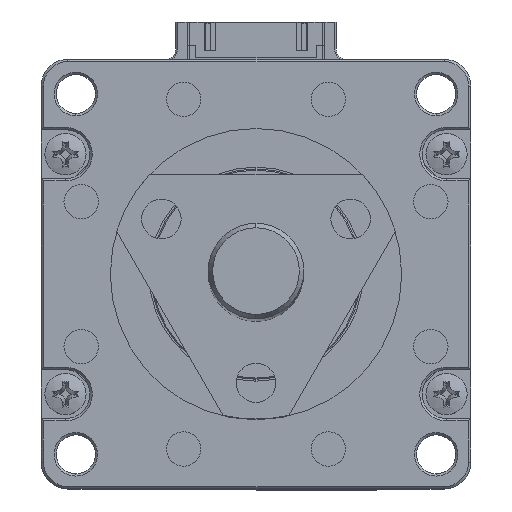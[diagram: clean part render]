
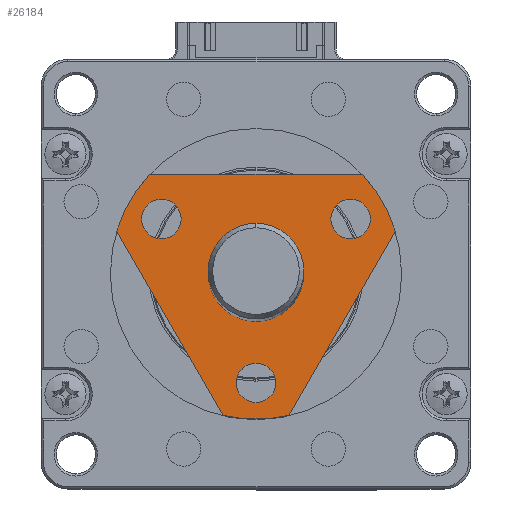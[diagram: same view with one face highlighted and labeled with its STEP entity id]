
A CAD part, top view. The second image highlights one B-rep face of the part: STEP entity #26184.
In plain terms, the highlighted planar face has unit normal (0, 0, 1).
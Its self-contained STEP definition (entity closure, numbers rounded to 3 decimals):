
#108 = DIRECTION ( 'NONE',  ( 0., 0., -1. ) ) ;
#525 = VERTEX_POINT ( 'NONE', #2887 ) ;
#689 = ORIENTED_EDGE ( 'NONE', *, *, #37698, .F. ) ;
#1736 = EDGE_CURVE ( 'NONE', #42825, #12486, #40730, .T. ) ;
#2008 = AXIS2_PLACEMENT_3D ( 'NONE', #21628, #25487, #11469 ) ;
#2024 = VERTEX_POINT ( 'NONE', #13669 ) ;
#2029 = DIRECTION ( 'NONE',  ( -0.5, -0.866, 0. ) ) ;
#2094 = DIRECTION ( 'NONE',  ( 0., 0., -1. ) ) ;
#2519 = DIRECTION ( 'NONE',  ( 0., 0., 1. ) ) ;
#2538 = DIRECTION ( 'NONE',  ( 1., 0., 0. ) ) ;
#2721 = ORIENTED_EDGE ( 'NONE', *, *, #21833, .F. ) ;
#2887 = CARTESIAN_POINT ( 'NONE',  ( 18.221, 5.559, 40.4 ) ) ;
#3022 = CARTESIAN_POINT ( 'NONE',  ( 0., 0., 40.4 ) ) ;
#3198 = EDGE_CURVE ( 'NONE', #40795, #35351, #43385, .T. ) ;
#3286 = EDGE_CURVE ( 'NONE', #12302, #28690, #33997, .T. ) ;
#3392 = CARTESIAN_POINT ( 'NONE',  ( -13.925, 13., 40.4 ) ) ;
#3516 = DIRECTION ( 'NONE',  ( 1., 0., 0. ) ) ;
#3756 = ORIENTED_EDGE ( 'NONE', *, *, #40828, .F. ) ;
#3816 = CARTESIAN_POINT ( 'NONE',  ( 0., 0., 40.4 ) ) ;
#4188 = FACE_BOUND ( 'NONE', #15879, .T. ) ;
#4236 = VERTEX_POINT ( 'NONE', #40164 ) ;
#4376 = AXIS2_PLACEMENT_3D ( 'NONE', #5650, #2094, #2538 ) ;
#4495 = DIRECTION ( 'NONE',  ( -1., 0., 0. ) ) ;
#5387 = EDGE_CURVE ( 'NONE', #16897, #12338, #17891, .T. ) ;
#5455 = VECTOR ( 'NONE', #34692, 1000. ) ;
#5650 = CARTESIAN_POINT ( 'NONE',  ( 0., 0., 40.4 ) ) ;
#5947 = EDGE_CURVE ( 'NONE', #4236, #26389, #11114, .T. ) ;
#6067 = DIRECTION ( 'NONE',  ( -1., 0., 0. ) ) ;
#6415 = FACE_BOUND ( 'NONE', #24238, .T. ) ;
#6494 = EDGE_CURVE ( 'NONE', #35351, #43257, #11649, .T. ) ;
#6566 = DIRECTION ( 'NONE',  ( -1., 0., 0. ) ) ;
#7140 = CARTESIAN_POINT ( 'NONE',  ( -9.796, 7.145, 40.4 ) ) ;
#7453 = CARTESIAN_POINT ( 'NONE',  ( 2.58, -14.29, 40.4 ) ) ;
#7465 = VECTOR ( 'NONE', #2029, 1000. ) ;
#7733 = EDGE_CURVE ( 'NONE', #12486, #42825, #41473, .T. ) ;
#7791 = AXIS2_PLACEMENT_3D ( 'NONE', #9851, #34394, #30967 ) ;
#9745 = AXIS2_PLACEMENT_3D ( 'NONE', #28656, #42746, #21567 ) ;
#9851 = CARTESIAN_POINT ( 'NONE',  ( 0., 0., 40.4 ) ) ;
#9993 = EDGE_CURVE ( 'NONE', #12587, #2024, #17525, .T. ) ;
#11114 = CIRCLE ( 'NONE', #36566, 2.58 ) ;
#11363 = CIRCLE ( 'NONE', #4376, 19.05 ) ;
#11375 = CARTESIAN_POINT ( 'NONE',  ( 0., 13., 40.4 ) ) ;
#11469 = DIRECTION ( 'NONE',  ( -1., 0., 0. ) ) ;
#11649 = LINE ( 'NONE', #11375, #22177 ) ;
#12302 = VERTEX_POINT ( 'NONE', #25156 ) ;
#12338 = VERTEX_POINT ( 'NONE', #44791 ) ;
#12486 = VERTEX_POINT ( 'NONE', #31948 ) ;
#12587 = VERTEX_POINT ( 'NONE', #7140 ) ;
#12935 = ORIENTED_EDGE ( 'NONE', *, *, #35321, .F. ) ;
#13546 = FACE_BOUND ( 'NONE', #32181, .T. ) ;
#13669 = CARTESIAN_POINT ( 'NONE',  ( -14.956, 7.145, 40.4 ) ) ;
#14368 = ORIENTED_EDGE ( 'NONE', *, *, #9993, .F. ) ;
#15660 = DIRECTION ( 'NONE',  ( 1., 0., 0. ) ) ;
#15750 = FACE_BOUND ( 'NONE', #16125, .T. ) ;
#15851 = ORIENTED_EDGE ( 'NONE', *, *, #35074, .F. ) ;
#15879 = EDGE_LOOP ( 'NONE', ( #3756, #35572 ) ) ;
#16125 = EDGE_LOOP ( 'NONE', ( #35189, #22613 ) ) ;
#16897 = VERTEX_POINT ( 'NONE', #7453 ) ;
#16942 = CARTESIAN_POINT ( 'NONE',  ( -4.296, -18.559, 40.4 ) ) ;
#17525 = CIRCLE ( 'NONE', #27942, 2.58 ) ;
#17891 = CIRCLE ( 'NONE', #37451, 2.58 ) ;
#18004 = CARTESIAN_POINT ( 'NONE',  ( -4.296, -18.559, 40.4 ) ) ;
#18067 = CARTESIAN_POINT ( 'NONE',  ( -18.221, 5.559, 40.4 ) ) ;
#18693 = DIRECTION ( 'NONE',  ( -1., 0., 0. ) ) ;
#19036 = AXIS2_PLACEMENT_3D ( 'NONE', #39117, #108, #28439 ) ;
#19493 = ORIENTED_EDGE ( 'NONE', *, *, #1736, .F. ) ;
#20584 = ORIENTED_EDGE ( 'NONE', *, *, #6494, .F. ) ;
#21128 = ORIENTED_EDGE ( 'NONE', *, *, #3286, .F. ) ;
#21567 = DIRECTION ( 'NONE',  ( 1., 0., 0. ) ) ;
#21628 = CARTESIAN_POINT ( 'NONE',  ( -12.376, 7.145, 40.4 ) ) ;
#21833 = EDGE_CURVE ( 'NONE', #2024, #12587, #41859, .T. ) ;
#22177 = VECTOR ( 'NONE', #15660, 1000. ) ;
#22613 = ORIENTED_EDGE ( 'NONE', *, *, #44431, .F. ) ;
#22667 = CARTESIAN_POINT ( 'NONE',  ( -12.376, 7.145, 40.4 ) ) ;
#22699 = CARTESIAN_POINT ( 'NONE',  ( 0., -14.29, 40.4 ) ) ;
#23062 = AXIS2_PLACEMENT_3D ( 'NONE', #3022, #27661, #6566 ) ;
#24238 = EDGE_LOOP ( 'NONE', ( #29980, #19493 ) ) ;
#25156 = CARTESIAN_POINT ( 'NONE',  ( 4.296, -18.559, 40.4 ) ) ;
#25487 = DIRECTION ( 'NONE',  ( 0., 0., 1. ) ) ;
#26032 = CARTESIAN_POINT ( 'NONE',  ( 12.376, 7.145, 40.4 ) ) ;
#26184 = ADVANCED_FACE ( 'NONE', ( #6415, #13546, #15750, #4188, #42824 ), #27355, .F. ) ;
#26389 = VERTEX_POINT ( 'NONE', #32118 ) ;
#26449 = AXIS2_PLACEMENT_3D ( 'NONE', #30425, #2519, #6067 ) ;
#26519 = CARTESIAN_POINT ( 'NONE',  ( 18.221, 5.559, 40.4 ) ) ;
#27355 = PLANE ( 'NONE',  #23062 ) ;
#27661 = DIRECTION ( 'NONE',  ( 0., 0., -1. ) ) ;
#27942 = AXIS2_PLACEMENT_3D ( 'NONE', #22667, #29780, #43533 ) ;
#28439 = DIRECTION ( 'NONE',  ( 1., 0., 0. ) ) ;
#28589 = DIRECTION ( 'NONE',  ( 0., 0., -1. ) ) ;
#28656 = CARTESIAN_POINT ( 'NONE',  ( 0., 0., 40.4 ) ) ;
#28690 = VERTEX_POINT ( 'NONE', #18004 ) ;
#29431 = DIRECTION ( 'NONE',  ( -1., 0., 0. ) ) ;
#29780 = DIRECTION ( 'NONE',  ( 0., 0., 1. ) ) ;
#29980 = ORIENTED_EDGE ( 'NONE', *, *, #7733, .F. ) ;
#30425 = CARTESIAN_POINT ( 'NONE',  ( 12.376, 7.145, 40.4 ) ) ;
#30967 = DIRECTION ( 'NONE',  ( 1., 0., 0. ) ) ;
#31779 = ORIENTED_EDGE ( 'NONE', *, *, #3198, .F. ) ;
#31948 = CARTESIAN_POINT ( 'NONE',  ( 6.25, 0., 40.4 ) ) ;
#31974 = EDGE_LOOP ( 'NONE', ( #689, #20584, #31779, #12935, #21128, #15851 ) ) ;
#32118 = CARTESIAN_POINT ( 'NONE',  ( 14.956, 7.145, 40.4 ) ) ;
#32158 = CIRCLE ( 'NONE', #32511, 2.58 ) ;
#32181 = EDGE_LOOP ( 'NONE', ( #2721, #14368 ) ) ;
#32511 = AXIS2_PLACEMENT_3D ( 'NONE', #22699, #43864, #18693 ) ;
#33645 = DIRECTION ( 'NONE',  ( 0., 0., 1. ) ) ;
#33997 = CIRCLE ( 'NONE', #41232, 19.05 ) ;
#34171 = LINE ( 'NONE', #16942, #5455 ) ;
#34394 = DIRECTION ( 'NONE',  ( 0., 0., 1. ) ) ;
#34692 = DIRECTION ( 'NONE',  ( -0.5, 0.866, 0. ) ) ;
#35074 = EDGE_CURVE ( 'NONE', #525, #12302, #44479, .T. ) ;
#35189 = ORIENTED_EDGE ( 'NONE', *, *, #5947, .F. ) ;
#35321 = EDGE_CURVE ( 'NONE', #28690, #40795, #34171, .T. ) ;
#35351 = VERTEX_POINT ( 'NONE', #3392 ) ;
#35572 = ORIENTED_EDGE ( 'NONE', *, *, #5387, .F. ) ;
#36566 = AXIS2_PLACEMENT_3D ( 'NONE', #26032, #36718, #29431 ) ;
#36718 = DIRECTION ( 'NONE',  ( 0., 0., 1. ) ) ;
#37451 = AXIS2_PLACEMENT_3D ( 'NONE', #40751, #33645, #4495 ) ;
#37698 = EDGE_CURVE ( 'NONE', #43257, #525, #11363, .T. ) ;
#39117 = CARTESIAN_POINT ( 'NONE',  ( 0., 0., 40.4 ) ) ;
#40164 = CARTESIAN_POINT ( 'NONE',  ( 9.796, 7.145, 40.4 ) ) ;
#40261 = CIRCLE ( 'NONE', #26449, 2.58 ) ;
#40730 = CIRCLE ( 'NONE', #7791, 6.25 ) ;
#40751 = CARTESIAN_POINT ( 'NONE',  ( 0., -14.29, 40.4 ) ) ;
#40795 = VERTEX_POINT ( 'NONE', #18067 ) ;
#40828 = EDGE_CURVE ( 'NONE', #12338, #16897, #32158, .T. ) ;
#41232 = AXIS2_PLACEMENT_3D ( 'NONE', #3816, #28589, #3516 ) ;
#41473 = CIRCLE ( 'NONE', #9745, 6.25 ) ;
#41492 = CARTESIAN_POINT ( 'NONE',  ( 13.925, 13., 40.4 ) ) ;
#41859 = CIRCLE ( 'NONE', #2008, 2.58 ) ;
#42746 = DIRECTION ( 'NONE',  ( 0., 0., 1. ) ) ;
#42824 = FACE_OUTER_BOUND ( 'NONE', #31974, .T. ) ;
#42825 = VERTEX_POINT ( 'NONE', #42905 ) ;
#42905 = CARTESIAN_POINT ( 'NONE',  ( -6.25, 0., 40.4 ) ) ;
#43257 = VERTEX_POINT ( 'NONE', #41492 ) ;
#43385 = CIRCLE ( 'NONE', #19036, 19.05 ) ;
#43533 = DIRECTION ( 'NONE',  ( -1., 0., 0. ) ) ;
#43864 = DIRECTION ( 'NONE',  ( 0., 0., 1. ) ) ;
#44431 = EDGE_CURVE ( 'NONE', #26389, #4236, #40261, .T. ) ;
#44479 = LINE ( 'NONE', #26519, #7465 ) ;
#44791 = CARTESIAN_POINT ( 'NONE',  ( -2.58, -14.29, 40.4 ) ) ;
